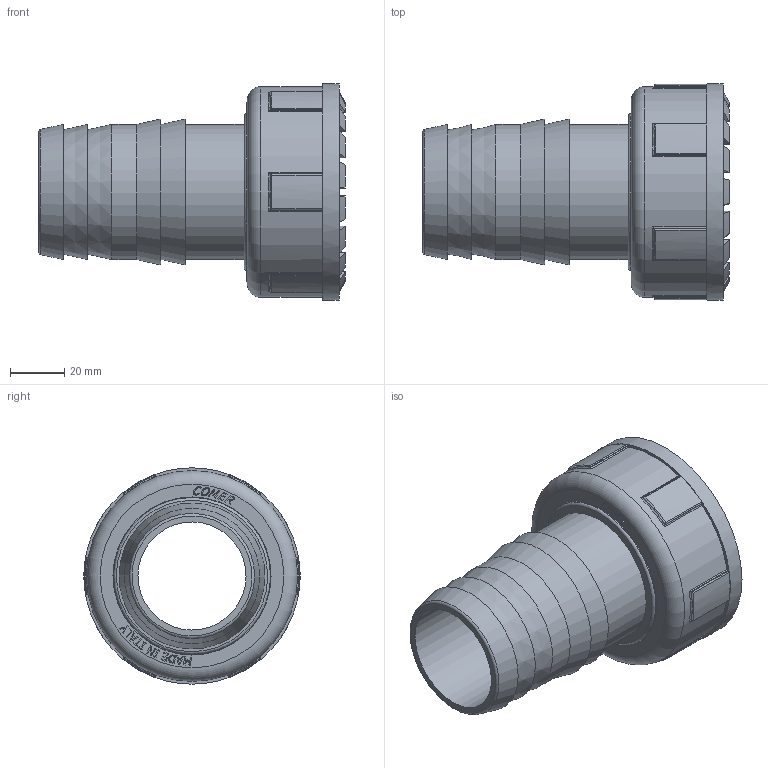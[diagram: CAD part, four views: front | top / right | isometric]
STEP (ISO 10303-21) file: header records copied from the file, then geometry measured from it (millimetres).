
FILE_DESCRIPTION(/* description */ (''),/* implementation_level */ '2;1');
FILE_NAME(/* name */ 'HN620700.stp',/* time_stamp */ '2017-02-10T17:15:34+01:00',/* author */ ('Gabriele'),/* organization */ (''),/* preprocessor_version */ 'ST-DEVELOPER v16.5',/* originating_system */ 'Autodesk Inventor 2017',/* authorisation */ '');
FILE_SCHEMA (('AUTOMOTIVE_DESIGN { 1 0 10303 214 3 1 1 }'));
Length unit declared in the file: millimetre
Products named in the file (3): HN620700; NU800500; HN620750_portagomma
Assembly tree (2 placements, depth 2):
  HN620700
    NU800500
    HN620750_portagomma
Bounding box: 113.41 x 80 x 80 mm (x, y, z)
Volume: 132747.8 mm3; surface area: 65599.4 mm2
Topology: 3 solids, 3 shells, 381 faces, 998 edges, 651 vertices
Faces by surface type: plane 232, bspline 51, cone 42, cylinder 41, torus 15
Full cylindrical faces by diameter (mm): 40 x1, 50 x2, 58 x1, 58.5 x1, 62 x1, 65.71 x2, 78 x1, 80 x1
Entity records: 17441 total; most frequent: CARTESIAN_POINT 8306, ORIENTED_EDGE 1954, DIRECTION 1695, EDGE_CURVE 977, LINE 663, VECTOR 663, VERTEX_POINT 649, AXIS2_PLACEMENT_3D 516
